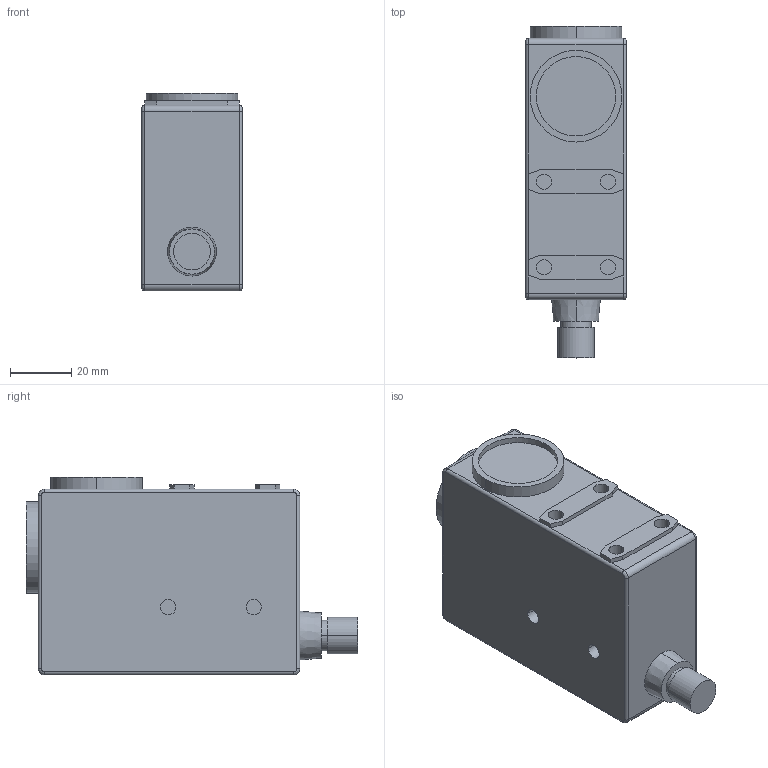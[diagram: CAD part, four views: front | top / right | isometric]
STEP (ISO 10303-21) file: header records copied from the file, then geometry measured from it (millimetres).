
FILE_DESCRIPTION((''),'2;1');
FILE_NAME('DF20_F400050A','2006-01-03T',('Pepperl+Fuchs'),('Industriehansa'),'PRO/ENGINEER BY PARAMETRIC TECHNOLOGY CORPORATION, 2005290','PRO/ENGINEER BY PARAMETRIC TECHNOLOGY CORPORATION, 2005290','');
FILE_SCHEMA(('AUTOMOTIVE_DESIGN_CC2 { 1 2 10303 214 -1 1 5 2 }'));
Length unit declared in the file: millimetre
Products named in the file (1): DF20_F400050A
Bounding box: 33 x 108.6 x 64.8 mm (x, y, z)
Volume: 178499.2 mm3; surface area: 22380.1 mm2
Topology: 1 solids, 1 shells, 88 faces, 214 edges, 164 vertices
Faces by surface type: plane 40, cylinder 38, bspline 5, torus 3, cone 2
Entity records: 3421 total; most frequent: CARTESIAN_POINT 499, DIRECTION 470, ORIENTED_EDGE 384, PRESENTATION_STYLE_ASSIGNMENT 227, STYLED_ITEM 221, CURVE_STYLE 216, EDGE_CURVE 192, AXIS2_PLACEMENT_3D 172
